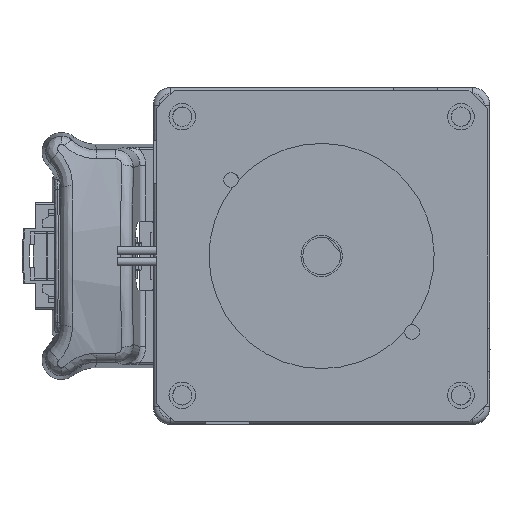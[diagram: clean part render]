
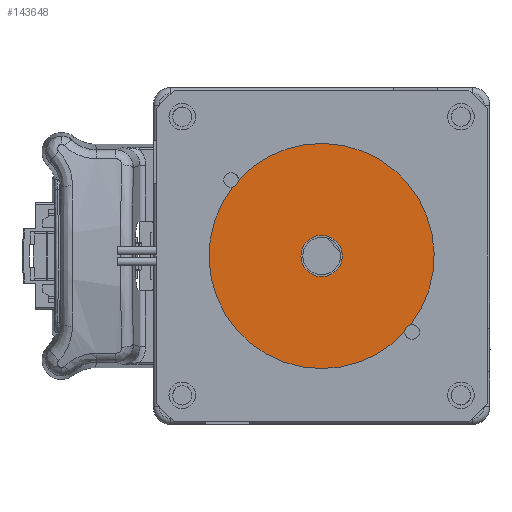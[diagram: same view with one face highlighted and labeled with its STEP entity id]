
A CAD part, left-side view. The second image highlights one B-rep face of the part: STEP entity #143648.
In plain terms, the highlighted face is planar.
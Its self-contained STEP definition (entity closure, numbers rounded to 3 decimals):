
#2441 = DIRECTION ( 'NONE',  ( 0., 0., -1. ) ) ;
#6744 = ORIENTED_EDGE ( 'NONE', *, *, #144686, .F. ) ;
#8192 = EDGE_CURVE ( 'NONE', #18420, #105595, #75545, .T. ) ;
#9665 = PLANE ( 'NONE',  #144133 ) ;
#10465 = CIRCLE ( 'NONE', #92912, 1.25 ) ;
#14005 = CARTESIAN_POINT ( 'NONE',  ( -11.627, -15.09, 47.85 ) ) ;
#16385 = CIRCLE ( 'NONE', #87483, 3.5 ) ;
#17736 = DIRECTION ( 'NONE',  ( 0., 0., -1. ) ) ;
#18336 = VERTEX_POINT ( 'NONE', #31606 ) ;
#18420 = VERTEX_POINT ( 'NONE', #139250 ) ;
#19374 = EDGE_LOOP ( 'NONE', ( #80259, #6744, #34601, #34818, #87836 ) ) ;
#20350 = FACE_BOUND ( 'NONE', #133931, .T. ) ;
#22296 = DIRECTION ( 'NONE',  ( 0., 0., -1. ) ) ;
#22870 = ORIENTED_EDGE ( 'NONE', *, *, #109816, .T. ) ;
#24378 = CARTESIAN_POINT ( 'NONE',  ( 0., 0., 47.85 ) ) ;
#26398 = CARTESIAN_POINT ( 'NONE',  ( -3.5, 0., 47.85 ) ) ;
#31606 = CARTESIAN_POINT ( 'NONE',  ( 3.5, 0., 47.85 ) ) ;
#33189 = AXIS2_PLACEMENT_3D ( 'NONE', #106033, #35825, #117834 ) ;
#34601 = ORIENTED_EDGE ( 'NONE', *, *, #128258, .T. ) ;
#34818 = ORIENTED_EDGE ( 'NONE', *, *, #122643, .F. ) ;
#35825 = DIRECTION ( 'NONE',  ( 0., 0., -1. ) ) ;
#36144 = DIRECTION ( 'NONE',  ( 1., 0., 0. ) ) ;
#37884 = AXIS2_PLACEMENT_3D ( 'NONE', #72609, #2441, #84466 ) ;
#43435 = VERTEX_POINT ( 'NONE', #101563 ) ;
#46876 = AXIS2_PLACEMENT_3D ( 'NONE', #49315, #131301, #61077 ) ;
#49002 = CIRCLE ( 'NONE', #100549, 19.05 ) ;
#49315 = CARTESIAN_POINT ( 'NONE',  ( -12.856, -15.321, 47.85 ) ) ;
#56814 = CIRCLE ( 'NONE', #33189, 19.05 ) ;
#56822 = CARTESIAN_POINT ( 'NONE',  ( 0., 0., 47.85 ) ) ;
#61077 = DIRECTION ( 'NONE',  ( -1., 0., 0. ) ) ;
#63005 = CARTESIAN_POINT ( 'NONE',  ( 0., 0., 47.85 ) ) ;
#68577 = DIRECTION ( 'NONE',  ( 0., 0., 1. ) ) ;
#72609 = CARTESIAN_POINT ( 'NONE',  ( 0., 0., 47.85 ) ) ;
#74742 = DIRECTION ( 'NONE',  ( -1., 0., 0. ) ) ;
#75545 = CIRCLE ( 'NONE', #102023, 19.05 ) ;
#80259 = ORIENTED_EDGE ( 'NONE', *, *, #82643, .T. ) ;
#82643 = EDGE_CURVE ( 'NONE', #18420, #102659, #10465, .T. ) ;
#84466 = DIRECTION ( 'NONE',  ( -1., 0., 0. ) ) ;
#87483 = AXIS2_PLACEMENT_3D ( 'NONE', #63005, #145065, #74742 ) ;
#87836 = ORIENTED_EDGE ( 'NONE', *, *, #8192, .F. ) ;
#87939 = CARTESIAN_POINT ( 'NONE',  ( 12.856, 15.321, 47.85 ) ) ;
#91406 = EDGE_CURVE ( 'NONE', #18336, #136566, #16385, .T. ) ;
#92542 = CARTESIAN_POINT ( 'NONE',  ( 0., 0., 47.85 ) ) ;
#92912 = AXIS2_PLACEMENT_3D ( 'NONE', #87939, #17736, #99733 ) ;
#92989 = CIRCLE ( 'NONE', #37884, 3.5 ) ;
#98147 = CARTESIAN_POINT ( 'NONE',  ( 19.05, 0., 47.85 ) ) ;
#99733 = DIRECTION ( 'NONE',  ( -1., 0., 0. ) ) ;
#100549 = AXIS2_PLACEMENT_3D ( 'NONE', #92542, #22296, #104307 ) ;
#101563 = CARTESIAN_POINT ( 'NONE',  ( -12.842, -14.071, 47.85 ) ) ;
#102023 = AXIS2_PLACEMENT_3D ( 'NONE', #24378, #106373, #36144 ) ;
#102659 = VERTEX_POINT ( 'NONE', #151757 ) ;
#104307 = DIRECTION ( 'NONE',  ( 1., 0., 0. ) ) ;
#105595 = VERTEX_POINT ( 'NONE', #98147 ) ;
#106033 = CARTESIAN_POINT ( 'NONE',  ( 0., 0., 47.85 ) ) ;
#106373 = DIRECTION ( 'NONE',  ( 0., 0., -1. ) ) ;
#108848 = CIRCLE ( 'NONE', #46876, 1.25 ) ;
#109816 = EDGE_CURVE ( 'NONE', #136566, #18336, #92989, .T. ) ;
#110222 = FACE_OUTER_BOUND ( 'NONE', #19374, .T. ) ;
#116241 = ORIENTED_EDGE ( 'NONE', *, *, #91406, .T. ) ;
#117834 = DIRECTION ( 'NONE',  ( 1., 0., 0. ) ) ;
#122643 = EDGE_CURVE ( 'NONE', #105595, #134397, #49002, .T. ) ;
#128258 = EDGE_CURVE ( 'NONE', #43435, #134397, #108848, .T. ) ;
#131301 = DIRECTION ( 'NONE',  ( 0., 0., -1. ) ) ;
#133931 = EDGE_LOOP ( 'NONE', ( #22870, #116241 ) ) ;
#134397 = VERTEX_POINT ( 'NONE', #14005 ) ;
#136566 = VERTEX_POINT ( 'NONE', #26398 ) ;
#139250 = CARTESIAN_POINT ( 'NONE',  ( 12.842, 14.071, 47.85 ) ) ;
#143648 = ADVANCED_FACE ( 'NONE', ( #20350, #110222 ), #9665, .T. ) ;
#144133 = AXIS2_PLACEMENT_3D ( 'NONE', #56822, #68577, #150645 ) ;
#144686 = EDGE_CURVE ( 'NONE', #43435, #102659, #56814, .T. ) ;
#145065 = DIRECTION ( 'NONE',  ( 0., 0., -1. ) ) ;
#150645 = DIRECTION ( 'NONE',  ( 1., 0., 0. ) ) ;
#151757 = CARTESIAN_POINT ( 'NONE',  ( 11.627, 15.09, 47.85 ) ) ;
